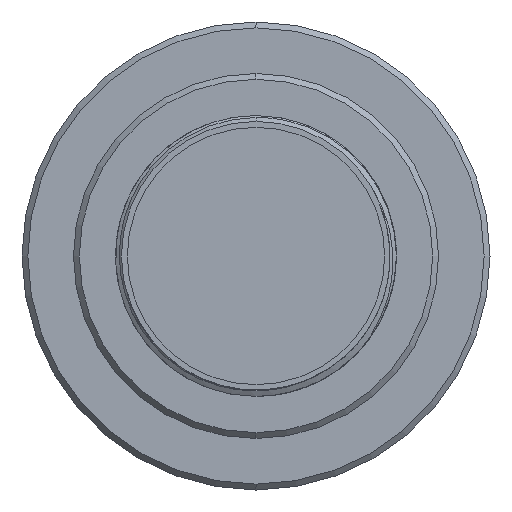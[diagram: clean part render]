
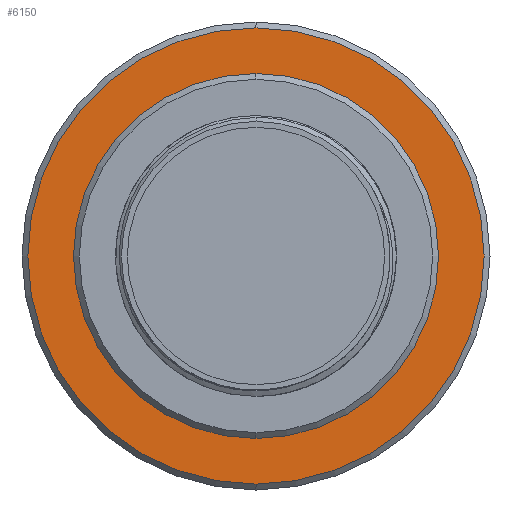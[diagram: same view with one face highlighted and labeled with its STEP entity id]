
A CAD part, left-side view. The second image highlights one B-rep face of the part: STEP entity #6150.
In plain terms, the highlighted face is planar.
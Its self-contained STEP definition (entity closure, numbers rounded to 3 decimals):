
#354 = CYLINDRICAL_SURFACE('',#355,7.8);
#355 = AXIS2_PLACEMENT_3D('',#356,#357,#358);
#356 = CARTESIAN_POINT('',(0.,0.,0.));
#357 = DIRECTION('',(-0.,-1.,-0.));
#358 = DIRECTION('',(0.,0.,-1.));
#502 = EDGE_CURVE('',#503,#505,#507,.T.);
#503 = VERTEX_POINT('',#504);
#504 = CARTESIAN_POINT('',(0.,25.4,-9.75));
#505 = VERTEX_POINT('',#506);
#506 = CARTESIAN_POINT('',(0.,25.4,9.75));
#507 = SURFACE_CURVE('',#508,(#513,#525),.PCURVE_S1.);
#508 = CIRCLE('',#509,9.75);
#509 = AXIS2_PLACEMENT_3D('',#510,#511,#512);
#510 = CARTESIAN_POINT('',(0.,25.4,0.));
#511 = DIRECTION('',(0.,-1.,0.));
#512 = DIRECTION('',(0.,0.,-1.));
#513 = PCURVE('',#514,#519);
#514 = CONICAL_SURFACE('',#515,9.75,0.785);
#515 = AXIS2_PLACEMENT_3D('',#516,#517,#518);
#516 = CARTESIAN_POINT('',(0.,25.4,0.));
#517 = DIRECTION('',(0.,1.,0.));
#518 = DIRECTION('',(0.,-0.,1.));
#519 = DEFINITIONAL_REPRESENTATION('',(#520),#524);
#520 = LINE('',#521,#522);
#521 = CARTESIAN_POINT('',(3.142,0.));
#522 = VECTOR('',#523,1.);
#523 = DIRECTION('',(-1.,0.));
#524 = ( GEOMETRIC_REPRESENTATION_CONTEXT(2) 
PARAMETRIC_REPRESENTATION_CONTEXT() REPRESENTATION_CONTEXT('2D SPACE',''
  ) );
#525 = PCURVE('',#526,#531);
#526 = PLANE('',#527);
#527 = AXIS2_PLACEMENT_3D('',#528,#529,#530);
#528 = CARTESIAN_POINT('',(10.,25.4,0.));
#529 = DIRECTION('',(0.,-1.,-0.));
#530 = DIRECTION('',(0.,0.,-1.));
#531 = DEFINITIONAL_REPRESENTATION('',(#532),#536);
#532 = CIRCLE('',#533,9.75);
#533 = AXIS2_PLACEMENT_2D('',#534,#535);
#534 = CARTESIAN_POINT('',(0.,-10.));
#535 = DIRECTION('',(1.,0.));
#536 = ( GEOMETRIC_REPRESENTATION_CONTEXT(2) 
PARAMETRIC_REPRESENTATION_CONTEXT() REPRESENTATION_CONTEXT('2D SPACE',''
  ) );
#554 = CONICAL_SURFACE('',#555,9.75,0.785);
#555 = AXIS2_PLACEMENT_3D('',#556,#557,#558);
#556 = CARTESIAN_POINT('',(0.,25.4,0.));
#557 = DIRECTION('',(0.,1.,0.));
#558 = DIRECTION('',(0.,-0.,1.));
#4688 = EDGE_CURVE('',#4689,#4691,#4693,.T.);
#4689 = VERTEX_POINT('',#4690);
#4690 = CARTESIAN_POINT('',(0.,25.4,-7.8));
#4691 = VERTEX_POINT('',#4692);
#4692 = CARTESIAN_POINT('',(0.,25.4,7.8));
#4693 = SURFACE_CURVE('',#4694,(#4699,#4706),.PCURVE_S1.);
#4694 = CIRCLE('',#4695,7.8);
#4695 = AXIS2_PLACEMENT_3D('',#4696,#4697,#4698);
#4696 = CARTESIAN_POINT('',(0.,25.4,0.));
#4697 = DIRECTION('',(0.,-1.,0.));
#4698 = DIRECTION('',(0.,0.,-1.));
#4699 = PCURVE('',#354,#4700);
#4700 = DEFINITIONAL_REPRESENTATION('',(#4701),#4705);
#4701 = LINE('',#4702,#4703);
#4702 = CARTESIAN_POINT('',(0.,-25.4));
#4703 = VECTOR('',#4704,1.);
#4704 = DIRECTION('',(1.,0.));
#4705 = ( GEOMETRIC_REPRESENTATION_CONTEXT(2) 
PARAMETRIC_REPRESENTATION_CONTEXT() REPRESENTATION_CONTEXT('2D SPACE',''
  ) );
#4706 = PCURVE('',#526,#4707);
#4707 = DEFINITIONAL_REPRESENTATION('',(#4708),#4712);
#4708 = CIRCLE('',#4709,7.8);
#4709 = AXIS2_PLACEMENT_2D('',#4710,#4711);
#4710 = CARTESIAN_POINT('',(0.,-10.));
#4711 = DIRECTION('',(1.,0.));
#4712 = ( GEOMETRIC_REPRESENTATION_CONTEXT(2) 
PARAMETRIC_REPRESENTATION_CONTEXT() REPRESENTATION_CONTEXT('2D SPACE',''
  ) );
#4728 = CYLINDRICAL_SURFACE('',#4729,7.8);
#4729 = AXIS2_PLACEMENT_3D('',#4730,#4731,#4732);
#4730 = CARTESIAN_POINT('',(0.,0.,0.));
#4731 = DIRECTION('',(-0.,-1.,-0.));
#4732 = DIRECTION('',(0.,0.,-1.));
#6150 = ADVANCED_FACE('',(#6151,#6176),#526,.T.);
#6151 = FACE_BOUND('',#6152,.T.);
#6152 = EDGE_LOOP('',(#6153,#6175));
#6153 = ORIENTED_EDGE('',*,*,#6154,.T.);
#6154 = EDGE_CURVE('',#505,#503,#6155,.T.);
#6155 = SURFACE_CURVE('',#6156,(#6161,#6168),.PCURVE_S1.);
#6156 = CIRCLE('',#6157,9.75);
#6157 = AXIS2_PLACEMENT_3D('',#6158,#6159,#6160);
#6158 = CARTESIAN_POINT('',(0.,25.4,0.));
#6159 = DIRECTION('',(0.,-1.,0.));
#6160 = DIRECTION('',(0.,0.,-1.));
#6161 = PCURVE('',#526,#6162);
#6162 = DEFINITIONAL_REPRESENTATION('',(#6163),#6167);
#6163 = CIRCLE('',#6164,9.75);
#6164 = AXIS2_PLACEMENT_2D('',#6165,#6166);
#6165 = CARTESIAN_POINT('',(0.,-10.));
#6166 = DIRECTION('',(1.,0.));
#6167 = ( GEOMETRIC_REPRESENTATION_CONTEXT(2) 
PARAMETRIC_REPRESENTATION_CONTEXT() REPRESENTATION_CONTEXT('2D SPACE',''
  ) );
#6168 = PCURVE('',#554,#6169);
#6169 = DEFINITIONAL_REPRESENTATION('',(#6170),#6174);
#6170 = LINE('',#6171,#6172);
#6171 = CARTESIAN_POINT('',(9.425,0.));
#6172 = VECTOR('',#6173,1.);
#6173 = DIRECTION('',(-1.,0.));
#6174 = ( GEOMETRIC_REPRESENTATION_CONTEXT(2) 
PARAMETRIC_REPRESENTATION_CONTEXT() REPRESENTATION_CONTEXT('2D SPACE',''
  ) );
#6175 = ORIENTED_EDGE('',*,*,#502,.T.);
#6176 = FACE_BOUND('',#6177,.T.);
#6177 = EDGE_LOOP('',(#6178,#6179));
#6178 = ORIENTED_EDGE('',*,*,#4688,.F.);
#6179 = ORIENTED_EDGE('',*,*,#6180,.F.);
#6180 = EDGE_CURVE('',#4691,#4689,#6181,.T.);
#6181 = SURFACE_CURVE('',#6182,(#6187,#6194),.PCURVE_S1.);
#6182 = CIRCLE('',#6183,7.8);
#6183 = AXIS2_PLACEMENT_3D('',#6184,#6185,#6186);
#6184 = CARTESIAN_POINT('',(0.,25.4,0.));
#6185 = DIRECTION('',(0.,-1.,0.));
#6186 = DIRECTION('',(0.,0.,-1.));
#6187 = PCURVE('',#526,#6188);
#6188 = DEFINITIONAL_REPRESENTATION('',(#6189),#6193);
#6189 = CIRCLE('',#6190,7.8);
#6190 = AXIS2_PLACEMENT_2D('',#6191,#6192);
#6191 = CARTESIAN_POINT('',(0.,-10.));
#6192 = DIRECTION('',(1.,0.));
#6193 = ( GEOMETRIC_REPRESENTATION_CONTEXT(2) 
PARAMETRIC_REPRESENTATION_CONTEXT() REPRESENTATION_CONTEXT('2D SPACE',''
  ) );
#6194 = PCURVE('',#4728,#6195);
#6195 = DEFINITIONAL_REPRESENTATION('',(#6196),#6200);
#6196 = LINE('',#6197,#6198);
#6197 = CARTESIAN_POINT('',(0.,-25.4));
#6198 = VECTOR('',#6199,1.);
#6199 = DIRECTION('',(1.,0.));
#6200 = ( GEOMETRIC_REPRESENTATION_CONTEXT(2) 
PARAMETRIC_REPRESENTATION_CONTEXT() REPRESENTATION_CONTEXT('2D SPACE',''
  ) );
